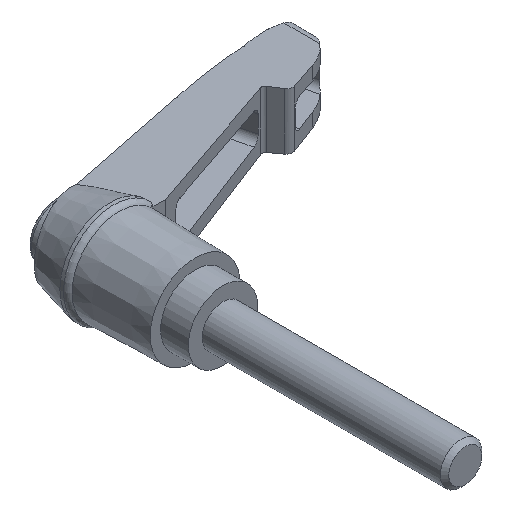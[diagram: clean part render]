
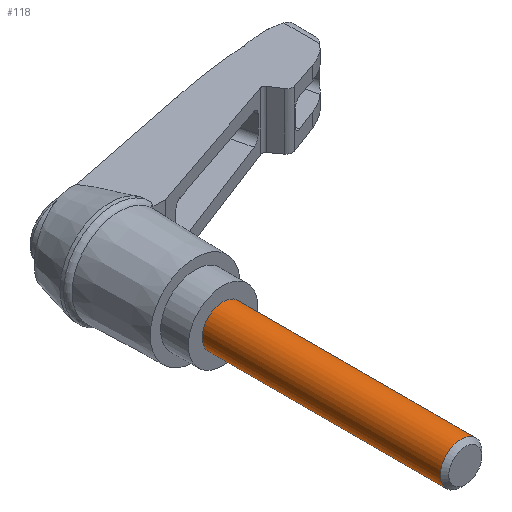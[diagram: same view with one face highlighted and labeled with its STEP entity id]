
A CAD part, isometric view. The second image highlights one B-rep face of the part: STEP entity #118.
In plain terms, the highlighted cylindrical face has radius 3 mm (diameter 6 mm), a full revolution.
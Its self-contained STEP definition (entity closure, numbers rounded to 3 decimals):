
#118 = ADVANCED_FACE( '', ( #309, #310 ), #311, .T. );
#309 = FACE_OUTER_BOUND( '', #580, .T. );
#310 = FACE_OUTER_BOUND( '', #581, .T. );
#311 = CYLINDRICAL_SURFACE( '', #582, 3. );
#580 = EDGE_LOOP( '', ( #871 ) );
#581 = EDGE_LOOP( '', ( #872 ) );
#582 = AXIS2_PLACEMENT_3D( '', #873, #874, #875 );
#871 = ORIENTED_EDGE( '', *, *, #1622, .F. );
#872 = ORIENTED_EDGE( '', *, *, #1623, .T. );
#873 = CARTESIAN_POINT( '', ( 0., -35., 0. ) );
#874 = DIRECTION( '', ( 0., 1., 0. ) );
#875 = DIRECTION( '', ( 0., 0., -1. ) );
#1622 = EDGE_CURVE( '', #1943, #1943, #1944, .T. );
#1623 = EDGE_CURVE( '', #1945, #1945, #1946, .F. );
#1943 = VERTEX_POINT( '', #2410 );
#1944 = CIRCLE( '', #2411, 3. );
#1945 = VERTEX_POINT( '', #2412 );
#1946 = CIRCLE( '', #2413, 3. );
#2410 = CARTESIAN_POINT( '', ( 0., -34.387, -3. ) );
#2411 = AXIS2_PLACEMENT_3D( '', #3096, #3097, #3098 );
#2412 = CARTESIAN_POINT( '', ( -3., 0., 0. ) );
#2413 = AXIS2_PLACEMENT_3D( '', #3099, #3100, #3101 );
#3096 = CARTESIAN_POINT( '', ( 0., -34.387, 0. ) );
#3097 = DIRECTION( '', ( 0., -1., 0. ) );
#3098 = DIRECTION( '', ( 0., 0., -1. ) );
#3099 = CARTESIAN_POINT( '', ( 0., 0., 0. ) );
#3100 = DIRECTION( '', ( 0., 1., 0. ) );
#3101 = DIRECTION( '', ( -1., 0., 0. ) );
